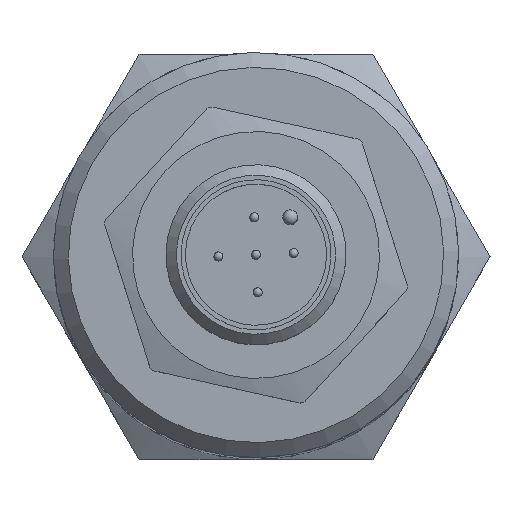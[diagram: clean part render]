
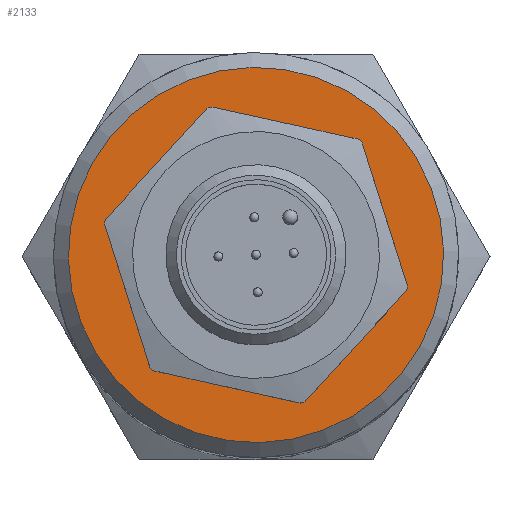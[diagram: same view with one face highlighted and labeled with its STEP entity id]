
A CAD part, top view. The second image highlights one B-rep face of the part: STEP entity #2133.
In plain terms, the highlighted face is planar.
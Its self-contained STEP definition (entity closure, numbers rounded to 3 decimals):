
#2133=ADVANCED_FACE('',(#3816,#3818),#3820,.T.);
#3816=FACE_BOUND('',#3817,.T.);
#3817=EDGE_LOOP('',(#4630));
#3818=FACE_BOUND('',#3819,.T.);
#3819=EDGE_LOOP('',(#4631));
#3820=PLANE('',#3821);
#3821=AXIS2_PLACEMENT_3D('',#3822,#3823,#3824);
#3822=CARTESIAN_POINT('',(0.,3.2,0.));
#3823=DIRECTION('',(0.,1.,-0.));
#3824=DIRECTION('',(0.,0.,1.));
#4630=ORIENTED_EDGE('',*,*,#5042,.T.);
#4631=ORIENTED_EDGE('',*,*,#5037,.T.);
#5037=EDGE_CURVE('',#5580,#5580,#5581,.T.);
#5042=EDGE_CURVE('',#5590,#5590,#5591,.T.);
#5580=VERTEX_POINT('',#8914);
#5581=CIRCLE('',#8915,9.);
#5590=VERTEX_POINT('',#8939);
#5591=CIRCLE('',#8940,12.5);
#8914=CARTESIAN_POINT('',(0.,3.2,9.));
#8915=AXIS2_PLACEMENT_3D('',#8916,#8917,#8918);
#8916=CARTESIAN_POINT('',(0.,3.2,0.));
#8917=DIRECTION('',(-0.,-1.,0.));
#8918=DIRECTION('',(0.,0.,1.));
#8939=CARTESIAN_POINT('',(0.,3.2,-12.5));
#8940=AXIS2_PLACEMENT_3D('',#8941,#8942,#8943);
#8941=CARTESIAN_POINT('',(0.,3.2,0.));
#8942=DIRECTION('',(0.,1.,-0.));
#8943=DIRECTION('',(0.,0.,1.));
